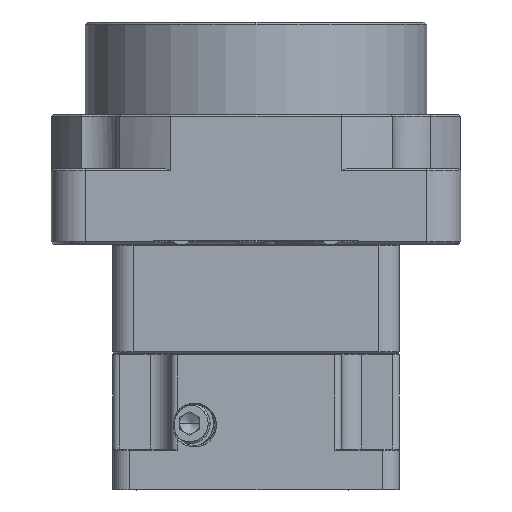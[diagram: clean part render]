
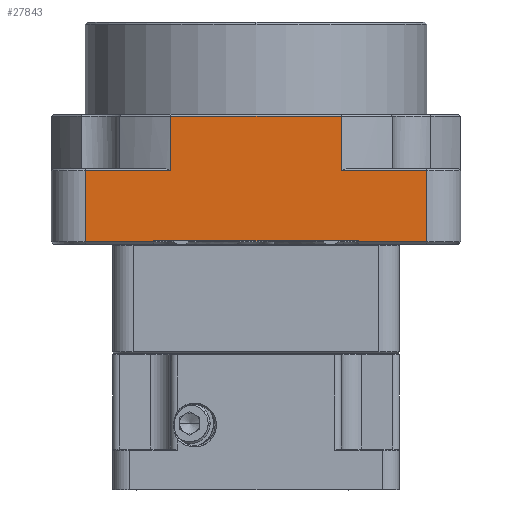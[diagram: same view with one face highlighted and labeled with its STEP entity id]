
A CAD part, left-side view. The second image highlights one B-rep face of the part: STEP entity #27843.
In plain terms, the highlighted planar face has unit normal (-1, 0, 0).
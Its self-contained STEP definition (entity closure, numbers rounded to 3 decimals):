
#1031=LINE('',#77597,#3190);
#1032=LINE('',#77600,#3191);
#1033=LINE('',#77602,#3192);
#1034=LINE('',#77604,#3193);
#1035=LINE('',#77606,#3194);
#1036=LINE('',#77608,#3195);
#1037=LINE('',#77610,#3196);
#1038=LINE('',#77612,#3197);
#1039=LINE('',#77614,#3198);
#1040=LINE('',#77616,#3199);
#1041=LINE('',#77618,#3200);
#1042=LINE('',#77620,#3201);
#3190=VECTOR('',#63348,1.);
#3191=VECTOR('',#63349,1.);
#3192=VECTOR('',#63350,1.);
#3193=VECTOR('',#63351,1.);
#3194=VECTOR('',#63352,1.);
#3195=VECTOR('',#63353,1.);
#3196=VECTOR('',#63354,1.);
#3197=VECTOR('',#63355,1.);
#3198=VECTOR('',#63356,1.);
#3199=VECTOR('',#63357,1.);
#3200=VECTOR('',#63358,1.);
#3201=VECTOR('',#63359,1.);
#4964=PLANE('',#58105);
#27843=ADVANCED_FACE('',(#29535),#4964,.F.);
#29535=FACE_OUTER_BOUND('',#30881,.T.);
#30881=EDGE_LOOP('',(#36185,#36186,#36187,#36188,#36189,#36190,#36191,#36192,
#36193,#36194,#36195,#36196));
#36185=ORIENTED_EDGE('',*,*,#49871,.T.);
#36186=ORIENTED_EDGE('',*,*,#49872,.T.);
#36187=ORIENTED_EDGE('',*,*,#49873,.T.);
#36188=ORIENTED_EDGE('',*,*,#49874,.T.);
#36189=ORIENTED_EDGE('',*,*,#49875,.T.);
#36190=ORIENTED_EDGE('',*,*,#49876,.T.);
#36191=ORIENTED_EDGE('',*,*,#49877,.T.);
#36192=ORIENTED_EDGE('',*,*,#49878,.T.);
#36193=ORIENTED_EDGE('',*,*,#49879,.T.);
#36194=ORIENTED_EDGE('',*,*,#49880,.T.);
#36195=ORIENTED_EDGE('',*,*,#49881,.T.);
#36196=ORIENTED_EDGE('',*,*,#49882,.T.);
#43030=VERTEX_POINT('',#77598);
#43031=VERTEX_POINT('',#77599);
#43032=VERTEX_POINT('',#77601);
#43033=VERTEX_POINT('',#77603);
#43034=VERTEX_POINT('',#77605);
#43035=VERTEX_POINT('',#77607);
#43036=VERTEX_POINT('',#77609);
#43037=VERTEX_POINT('',#77611);
#43038=VERTEX_POINT('',#77613);
#43039=VERTEX_POINT('',#77615);
#43040=VERTEX_POINT('',#77617);
#43041=VERTEX_POINT('',#77619);
#49871=EDGE_CURVE('',#43030,#43031,#1031,.T.);
#49872=EDGE_CURVE('',#43031,#43032,#1032,.T.);
#49873=EDGE_CURVE('',#43032,#43033,#1033,.T.);
#49874=EDGE_CURVE('',#43033,#43034,#1034,.T.);
#49875=EDGE_CURVE('',#43034,#43035,#1035,.T.);
#49876=EDGE_CURVE('',#43035,#43036,#1036,.T.);
#49877=EDGE_CURVE('',#43036,#43037,#1037,.T.);
#49878=EDGE_CURVE('',#43037,#43038,#1038,.T.);
#49879=EDGE_CURVE('',#43038,#43039,#1039,.T.);
#49880=EDGE_CURVE('',#43039,#43040,#1040,.T.);
#49881=EDGE_CURVE('',#43040,#43041,#1041,.T.);
#49882=EDGE_CURVE('',#43041,#43030,#1042,.T.);
#58105=AXIS2_PLACEMENT_3D('',#77621,#63360,#63361);
#63348=DIRECTION('',(0.,-1.,0.));
#63349=DIRECTION('',(0.,0.,1.));
#63350=DIRECTION('',(0.,1.,0.));
#63351=DIRECTION('',(0.,0.,1.));
#63352=DIRECTION('',(0.,1.,0.));
#63353=DIRECTION('',(0.,0.,-1.));
#63354=DIRECTION('',(0.,1.,0.));
#63355=DIRECTION('',(0.,0.,-1.));
#63356=DIRECTION('',(0.,-1.,0.));
#63357=DIRECTION('',(0.,0.,1.));
#63358=DIRECTION('',(0.,-1.,0.));
#63359=DIRECTION('',(0.,0.,-1.));
#63360=DIRECTION('',(1.,0.,0.));
#63361=DIRECTION('',(0.,-1.,0.));
#77597=CARTESIAN_POINT('',(-23.56,-20.,-10.7));
#77598=CARTESIAN_POINT('',(-23.56,-15.,-10.7));
#77599=CARTESIAN_POINT('',(-23.56,-25.,-10.7));
#77600=CARTESIAN_POINT('',(-23.56,-25.,-5.5));
#77601=CARTESIAN_POINT('',(-23.56,-25.,-0.3));
#77602=CARTESIAN_POINT('',(-23.56,-18.75,-0.3));
#77603=CARTESIAN_POINT('',(-23.56,-12.5,-0.3));
#77604=CARTESIAN_POINT('',(-23.56,-12.5,3.7));
#77605=CARTESIAN_POINT('',(-23.56,-12.5,7.7));
#77606=CARTESIAN_POINT('',(-23.56,0.,7.7));
#77607=CARTESIAN_POINT('',(-23.56,12.5,7.7));
#77608=CARTESIAN_POINT('',(-23.56,12.5,3.7));
#77609=CARTESIAN_POINT('',(-23.56,12.5,-0.3));
#77610=CARTESIAN_POINT('',(-23.56,18.75,-0.3));
#77611=CARTESIAN_POINT('',(-23.56,25.,-0.3));
#77612=CARTESIAN_POINT('',(-23.56,25.,-5.5));
#77613=CARTESIAN_POINT('',(-23.56,25.,-10.7));
#77614=CARTESIAN_POINT('',(-23.56,20.,-10.7));
#77615=CARTESIAN_POINT('',(-23.56,15.,-10.7));
#77616=CARTESIAN_POINT('',(-23.56,15.,-10.6));
#77617=CARTESIAN_POINT('',(-23.56,15.,-10.5));
#77618=CARTESIAN_POINT('',(-23.56,0.,-10.5));
#77619=CARTESIAN_POINT('',(-23.56,-15.,-10.5));
#77620=CARTESIAN_POINT('',(-23.56,-15.,-10.6));
#77621=CARTESIAN_POINT('',(-23.56,0.,-1.5));
